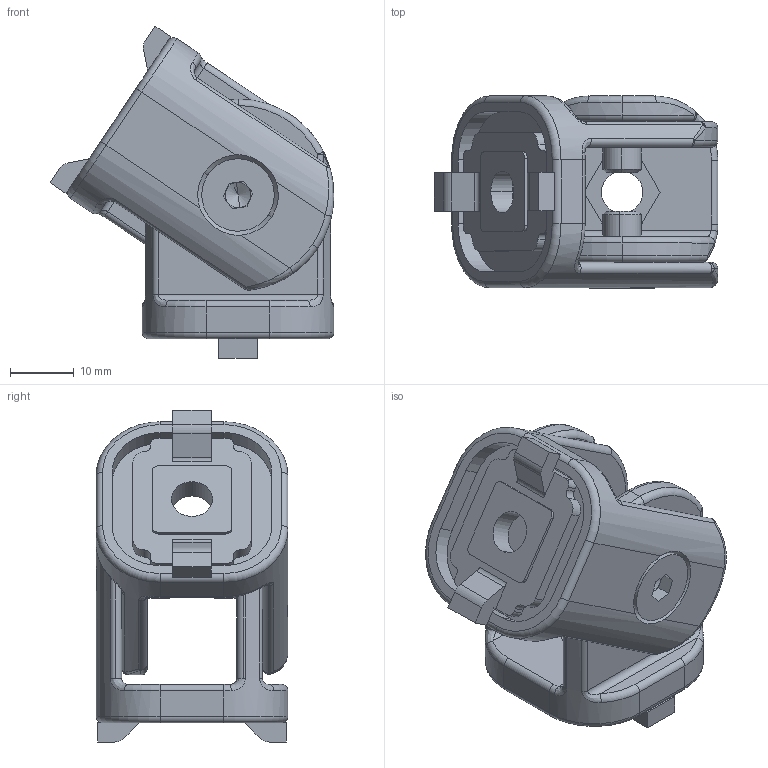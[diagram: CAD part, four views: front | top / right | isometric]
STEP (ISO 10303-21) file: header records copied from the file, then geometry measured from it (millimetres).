
FILE_DESCRIPTION (( 'STEP AP203' ), '1' );
FILE_NAME ('084.311.017.STEP', '2014-11-13T10:31:41', ( '' ), ( '' ), 'SwSTEP 2.0', 'SolidWorks 2012', '' );
FILE_SCHEMA (( 'CONFIG_CONTROL_DESIGN' ));
Length unit declared in the file: millimetre
Products named in the file (4): 084.311.017; 084.311.009-2; socket countersunk head screw_iso_ISO 10642 - M6 x 12 --- 12N; 084.311.017L
Assembly tree (6 placements, depth 2):
  084.311.017
    084.311.017L  x2
    socket countersunk head screw_iso_ISO 10642 - M6 x 12 --- 12N  x2
    084.311.009-2  x2
Bounding box: 44.4 x 30 x 51.93 mm (x, y, z)
Volume: 19575.7 mm3; surface area: 14537.2 mm2
Topology: 6 solids, 6 shells, 360 faces, 896 edges, 538 vertices
Faces by surface type: plane 136, cylinder 128, torus 40, sphere 20, bspline 20, cone 16
Entity records: 6322 total; most frequent: CARTESIAN_POINT 1510, DIRECTION 964, ORIENTED_EDGE 880, EDGE_CURVE 440, AXIS2_PLACEMENT_3D 367, VERTEX_POINT 269, VECTOR 230, LINE 230
